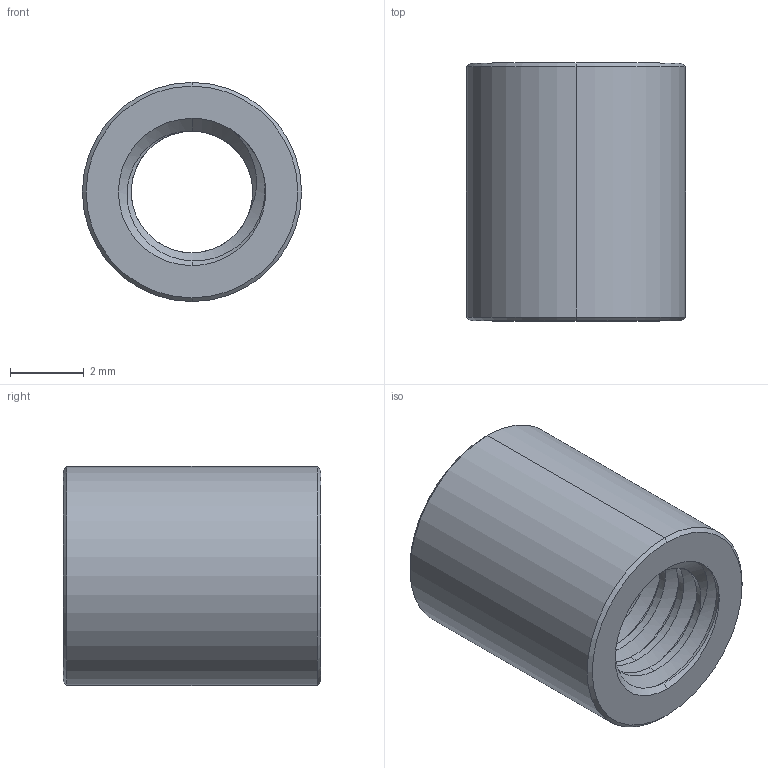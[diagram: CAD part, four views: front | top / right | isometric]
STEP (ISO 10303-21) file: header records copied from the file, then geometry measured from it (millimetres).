
FILE_DESCRIPTION (( 'STEP AP203' ), '1' );
FILE_NAME ('1501-0006-0007.STEP', '2017-04-06T18:58:21', ( '' ), ( '' ), 'SwSTEP 2.0', 'SolidWorks 2016', '' );
FILE_SCHEMA (( 'CONFIG_CONTROL_DESIGN' ));
Length unit declared in the file: millimetre
Products named in the file (1): 1501-0006-0007
Bounding box: 5.95 x 7 x 5.95 mm (x, y, z)
Volume: 122.5 mm3; surface area: 284.6 mm2
Topology: 1 solids, 1 shells, 58 faces, 158 edges, 102 vertices
Faces by surface type: cylinder 43, cone 11, plane 2, bspline 2
Entity records: 4509 total; most frequent: CARTESIAN_POINT 3209, ORIENTED_EDGE 316, DIRECTION 204, EDGE_CURVE 158, VERTEX_POINT 102, AXIS2_PLACEMENT_3D 77, EDGE_LOOP 60, FACE_OUTER_BOUND 58
